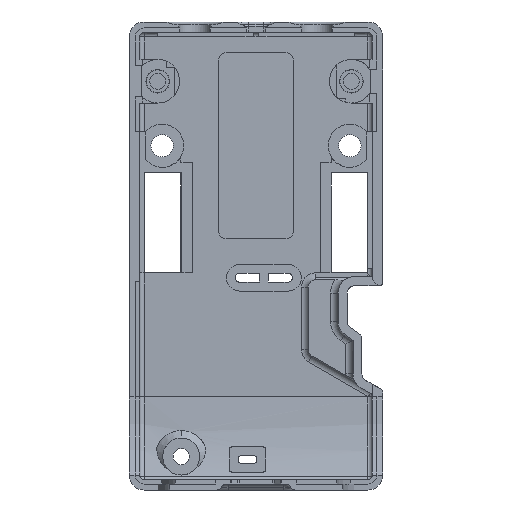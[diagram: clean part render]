
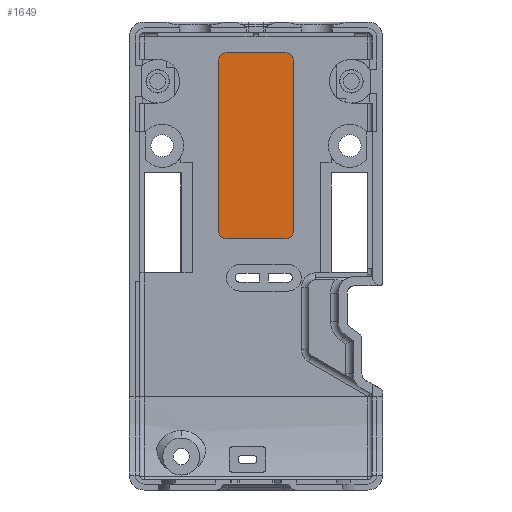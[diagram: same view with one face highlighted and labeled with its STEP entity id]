
A CAD part, front view. The second image highlights one B-rep face of the part: STEP entity #1649.
In plain terms, the highlighted planar face has unit normal (0, -1, 0).
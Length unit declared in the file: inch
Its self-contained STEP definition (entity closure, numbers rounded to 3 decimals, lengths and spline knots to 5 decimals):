
#10 = VECTOR ( 'NONE', #7683, 39.37008 ) ;
#37 = LINE ( 'NONE', #4533, #4080 ) ;
#848 = CARTESIAN_POINT ( 'NONE',  ( -0.2, 0.29764, 1.61004 ) ) ;
#1008 = DIRECTION ( 'NONE',  ( 0., 0., -1. ) ) ;
#1649 = ADVANCED_FACE ( 'NONE', ( #14321 ), #2117, .T. ) ;
#2025 = VERTEX_POINT ( 'NONE', #17057 ) ;
#2052 = ORIENTED_EDGE ( 'NONE', *, *, #2890, .F. ) ;
#2117 = PLANE ( 'NONE',  #11950 ) ;
#2121 = EDGE_CURVE ( 'NONE', #8786, #4411, #16685, .T. ) ;
#2347 = DIRECTION ( 'NONE',  ( 1., 0., 0. ) ) ;
#2364 = DIRECTION ( 'NONE',  ( 0., -1., 0. ) ) ;
#2890 = EDGE_CURVE ( 'NONE', #5828, #8786, #8440, .T. ) ;
#3230 = VERTEX_POINT ( 'NONE', #18900 ) ;
#4080 = VECTOR ( 'NONE', #10754, 39.37008 ) ;
#4316 = CIRCLE ( 'NONE', #18322, 0.05 ) ;
#4333 = CARTESIAN_POINT ( 'NONE',  ( -0.2, 0.29764, 2.76004 ) ) ;
#4411 = VERTEX_POINT ( 'NONE', #18965 ) ;
#4533 = CARTESIAN_POINT ( 'NONE',  ( -0.2, 0.29764, 1.56004 ) ) ;
#4564 = CARTESIAN_POINT ( 'NONE',  ( 0.25, 0.29764, 2.76004 ) ) ;
#4591 = VERTEX_POINT ( 'NONE', #8423 ) ;
#4702 = VERTEX_POINT ( 'NONE', #18348 ) ;
#5368 = CARTESIAN_POINT ( 'NONE',  ( -0.25, 0.29764, 1.61004 ) ) ;
#5398 = ORIENTED_EDGE ( 'NONE', *, *, #8927, .F. ) ;
#5626 = EDGE_CURVE ( 'NONE', #3230, #5828, #6093, .T. ) ;
#5828 = VERTEX_POINT ( 'NONE', #17103 ) ;
#6010 = CARTESIAN_POINT ( 'NONE',  ( 0.2, 0.29764, 2.81004 ) ) ;
#6093 = CIRCLE ( 'NONE', #12873, 0.05 ) ;
#7300 = VECTOR ( 'NONE', #18380, 39.37008 ) ;
#7416 = DIRECTION ( 'NONE',  ( 0., 1., 0. ) ) ;
#7683 = DIRECTION ( 'NONE',  ( 0., 0., -1. ) ) ;
#7919 = LINE ( 'NONE', #4564, #10 ) ;
#8035 = DIRECTION ( 'NONE',  ( 0., 0., -1. ) ) ;
#8226 = DIRECTION ( 'NONE',  ( 0., 1., 0. ) ) ;
#8423 = CARTESIAN_POINT ( 'NONE',  ( -0.2, 0.29764, 1.56004 ) ) ;
#8440 = LINE ( 'NONE', #11556, #13548 ) ;
#8470 = CIRCLE ( 'NONE', #14417, 0.05 ) ;
#8786 = VERTEX_POINT ( 'NONE', #6010 ) ;
#8876 = DIRECTION ( 'NONE',  ( 0., 1., 0. ) ) ;
#8927 = EDGE_CURVE ( 'NONE', #4411, #4702, #7919, .T. ) ;
#10174 = ORIENTED_EDGE ( 'NONE', *, *, #18515, .F. ) ;
#10748 = ORIENTED_EDGE ( 'NONE', *, *, #13010, .F. ) ;
#10754 = DIRECTION ( 'NONE',  ( -1., 0., 0. ) ) ;
#11391 = LINE ( 'NONE', #19860, #7300 ) ;
#11556 = CARTESIAN_POINT ( 'NONE',  ( -0.2, 0.29764, 2.81004 ) ) ;
#11950 = AXIS2_PLACEMENT_3D ( 'NONE', #848, #2364, #17602 ) ;
#12873 = AXIS2_PLACEMENT_3D ( 'NONE', #4333, #8876, #1008 ) ;
#13010 = EDGE_CURVE ( 'NONE', #19818, #3230, #11391, .T. ) ;
#13234 = ORIENTED_EDGE ( 'NONE', *, *, #2121, .F. ) ;
#13377 = DIRECTION ( 'NONE',  ( 0., 0., 1. ) ) ;
#13419 = ORIENTED_EDGE ( 'NONE', *, *, #13956, .F. ) ;
#13548 = VECTOR ( 'NONE', #2347, 39.37008 ) ;
#13692 = ORIENTED_EDGE ( 'NONE', *, *, #5626, .F. ) ;
#13956 = EDGE_CURVE ( 'NONE', #4702, #2025, #8470, .T. ) ;
#14321 = FACE_OUTER_BOUND ( 'NONE', #16300, .T. ) ;
#14417 = AXIS2_PLACEMENT_3D ( 'NONE', #14429, #15965, #17397 ) ;
#14429 = CARTESIAN_POINT ( 'NONE',  ( 0.2, 0.29764, 1.61004 ) ) ;
#15664 = CARTESIAN_POINT ( 'NONE',  ( -0.2, 0.29764, 1.61004 ) ) ;
#15965 = DIRECTION ( 'NONE',  ( 0., 1., 0. ) ) ;
#16053 = ORIENTED_EDGE ( 'NONE', *, *, #18283, .F. ) ;
#16300 = EDGE_LOOP ( 'NONE', ( #10174, #16053, #13419, #5398, #13234, #2052, #13692, #10748 ) ) ;
#16306 = AXIS2_PLACEMENT_3D ( 'NONE', #16719, #7416, #13377 ) ;
#16685 = CIRCLE ( 'NONE', #16306, 0.05 ) ;
#16719 = CARTESIAN_POINT ( 'NONE',  ( 0.2, 0.29764, 2.76004 ) ) ;
#17057 = CARTESIAN_POINT ( 'NONE',  ( 0.2, 0.29764, 1.56004 ) ) ;
#17103 = CARTESIAN_POINT ( 'NONE',  ( -0.2, 0.29764, 2.81004 ) ) ;
#17397 = DIRECTION ( 'NONE',  ( 0., 0., -1. ) ) ;
#17602 = DIRECTION ( 'NONE',  ( 0., 0., -1. ) ) ;
#18283 = EDGE_CURVE ( 'NONE', #2025, #4591, #37, .T. ) ;
#18322 = AXIS2_PLACEMENT_3D ( 'NONE', #15664, #8226, #8035 ) ;
#18348 = CARTESIAN_POINT ( 'NONE',  ( 0.25, 0.29764, 1.61004 ) ) ;
#18380 = DIRECTION ( 'NONE',  ( 0., 0., 1. ) ) ;
#18515 = EDGE_CURVE ( 'NONE', #4591, #19818, #4316, .T. ) ;
#18900 = CARTESIAN_POINT ( 'NONE',  ( -0.25, 0.29764, 2.76004 ) ) ;
#18965 = CARTESIAN_POINT ( 'NONE',  ( 0.25, 0.29764, 2.76004 ) ) ;
#19818 = VERTEX_POINT ( 'NONE', #5368 ) ;
#19860 = CARTESIAN_POINT ( 'NONE',  ( -0.25, 0.29764, 2.76004 ) ) ;
